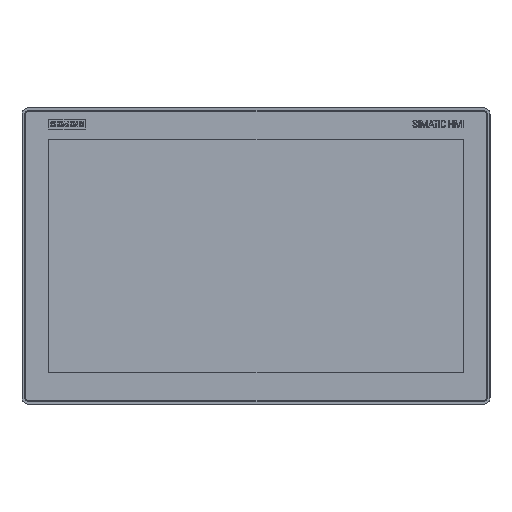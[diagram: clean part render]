
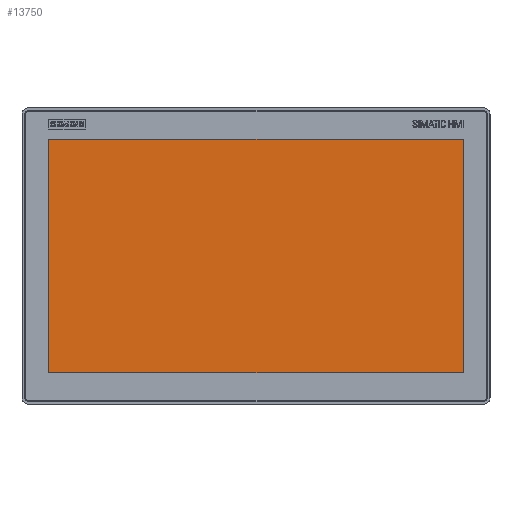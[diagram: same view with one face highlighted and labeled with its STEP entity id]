
A CAD part, top view. The second image highlights one B-rep face of the part: STEP entity #13750.
In plain terms, the highlighted planar face has unit normal (0, 0, 1).
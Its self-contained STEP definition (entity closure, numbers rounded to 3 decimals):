
#8786=LINE('',#51203,#11348);
#8787=LINE('',#51206,#11349);
#8788=LINE('',#51208,#11350);
#8789=LINE('',#51210,#11351);
#11348=VECTOR('',#43482,1.);
#11349=VECTOR('',#43483,1.);
#11350=VECTOR('',#43484,1.);
#11351=VECTOR('',#43485,1.);
#13750=ADVANCED_FACE('',(#17119),#15638,.T.);
#15638=PLANE('',#40115);
#17119=FACE_OUTER_BOUND('',#18973,.T.);
#18973=EDGE_LOOP('',(#22575,#22576,#22577,#22578));
#22575=ORIENTED_EDGE('',*,*,#34509,.F.);
#22576=ORIENTED_EDGE('',*,*,#34510,.F.);
#22577=ORIENTED_EDGE('',*,*,#34511,.F.);
#22578=ORIENTED_EDGE('',*,*,#34512,.F.);
#31006=VERTEX_POINT('',#51204);
#31007=VERTEX_POINT('',#51205);
#31008=VERTEX_POINT('',#51207);
#31009=VERTEX_POINT('',#51209);
#34509=EDGE_CURVE('',#31006,#31007,#8786,.T.);
#34510=EDGE_CURVE('',#31008,#31006,#8787,.T.);
#34511=EDGE_CURVE('',#31009,#31008,#8788,.T.);
#34512=EDGE_CURVE('',#31007,#31009,#8789,.T.);
#40115=AXIS2_PLACEMENT_3D('',#51211,#43486,#43487);
#43482=DIRECTION('',(0.,1.,0.));
#43483=DIRECTION('',(-1.,0.,0.));
#43484=DIRECTION('',(0.,-1.,0.));
#43485=DIRECTION('',(1.,0.,0.));
#43486=DIRECTION('',(0.,0.,1.));
#43487=DIRECTION('',(1.,0.,0.));
#51203=CARTESIAN_POINT('',(-390.242,-260.892,-16.91));
#51204=CARTESIAN_POINT('',(-390.242,-492.092,-16.91));
#51205=CARTESIAN_POINT('',(-390.242,-260.892,-16.91));
#51206=CARTESIAN_POINT('',(-390.242,-492.092,-16.91));
#51207=CARTESIAN_POINT('',(20.258,-492.092,-16.91));
#51208=CARTESIAN_POINT('',(20.258,-492.092,-16.91));
#51209=CARTESIAN_POINT('',(20.258,-260.892,-16.91));
#51210=CARTESIAN_POINT('',(20.258,-260.892,-16.91));
#51211=CARTESIAN_POINT('',(0.,0.,-16.91));
